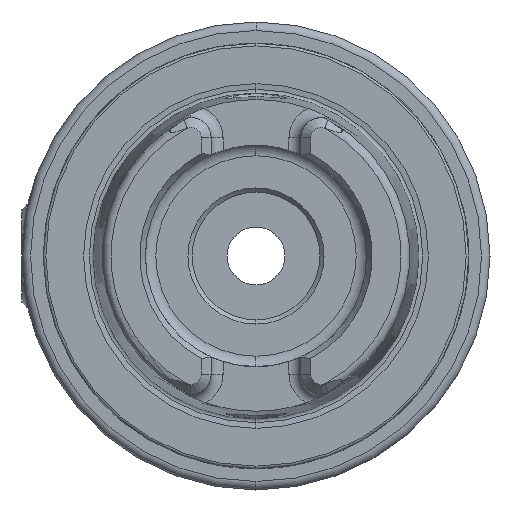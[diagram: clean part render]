
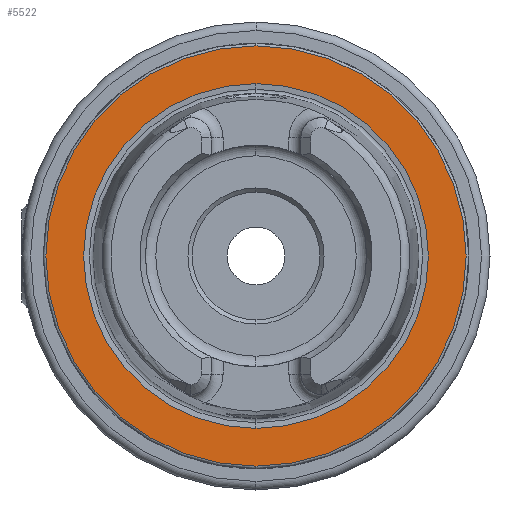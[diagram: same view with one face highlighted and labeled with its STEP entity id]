
A CAD part, left-side view. The second image highlights one B-rep face of the part: STEP entity #5522.
In plain terms, the highlighted planar face has unit normal (-1, 0, 0).
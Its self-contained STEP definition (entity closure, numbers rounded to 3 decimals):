
#36 = EDGE_CURVE ( 'NONE', #8645, #2456, #6194, .T. ) ;
#42 = EDGE_LOOP ( 'NONE', ( #1340, #6448 ) ) ;
#126 = CIRCLE ( 'NONE', #7791, 20.258 ) ;
#404 = ORIENTED_EDGE ( 'NONE', *, *, #8301, .F. ) ;
#692 = AXIS2_PLACEMENT_3D ( 'NONE', #5904, #9715, #6612 ) ;
#794 = AXIS2_PLACEMENT_3D ( 'NONE', #6689, #2043, #3703 ) ;
#807 = DIRECTION ( 'NONE',  ( 0., 0., 1. ) ) ;
#884 = EDGE_CURVE ( 'NONE', #2105, #1636, #4406, .T. ) ;
#1340 = ORIENTED_EDGE ( 'NONE', *, *, #7283, .T. ) ;
#1631 = CARTESIAN_POINT ( 'NONE',  ( 0., 0., 0. ) ) ;
#1636 = VERTEX_POINT ( 'NONE', #4548 ) ;
#2043 = DIRECTION ( 'NONE',  ( 1., 0., 0. ) ) ;
#2105 = VERTEX_POINT ( 'NONE', #2980 ) ;
#2208 = DIRECTION ( 'NONE',  ( 0., 0., 1. ) ) ;
#2456 = VERTEX_POINT ( 'NONE', #8826 ) ;
#2980 = CARTESIAN_POINT ( 'NONE',  ( 0., 0., -20.258 ) ) ;
#3703 = DIRECTION ( 'NONE',  ( 0., 0., -1. ) ) ;
#3751 = FACE_OUTER_BOUND ( 'NONE', #42, .T. ) ;
#4406 = CIRCLE ( 'NONE', #9502, 20.258 ) ;
#4548 = CARTESIAN_POINT ( 'NONE',  ( 0., 0., 20.258 ) ) ;
#4712 = CARTESIAN_POINT ( 'NONE',  ( 0., 0., 0. ) ) ;
#4957 = CARTESIAN_POINT ( 'NONE',  ( 0., 0., -24.7 ) ) ;
#5522 = ADVANCED_FACE ( 'NONE', ( #7861, #3751 ), #8330, .F. ) ;
#5904 = CARTESIAN_POINT ( 'NONE',  ( 0., 0., 0. ) ) ;
#6194 = CIRCLE ( 'NONE', #692, 24.7 ) ;
#6271 = DIRECTION ( 'NONE',  ( 0., 0., 1. ) ) ;
#6448 = ORIENTED_EDGE ( 'NONE', *, *, #36, .T. ) ;
#6606 = AXIS2_PLACEMENT_3D ( 'NONE', #1631, #8649, #6271 ) ;
#6612 = DIRECTION ( 'NONE',  ( 0., 0., 1. ) ) ;
#6689 = CARTESIAN_POINT ( 'NONE',  ( 0., 24.7, 0. ) ) ;
#7283 = EDGE_CURVE ( 'NONE', #2456, #8645, #7818, .T. ) ;
#7485 = ORIENTED_EDGE ( 'NONE', *, *, #884, .F. ) ;
#7745 = DIRECTION ( 'NONE',  ( -1., 0., 0. ) ) ;
#7791 = AXIS2_PLACEMENT_3D ( 'NONE', #4712, #7745, #807 ) ;
#7818 = CIRCLE ( 'NONE', #6606, 24.7 ) ;
#7861 = FACE_BOUND ( 'NONE', #9734, .T. ) ;
#8301 = EDGE_CURVE ( 'NONE', #1636, #2105, #126, .T. ) ;
#8330 = PLANE ( 'NONE',  #794 ) ;
#8645 = VERTEX_POINT ( 'NONE', #4957 ) ;
#8649 = DIRECTION ( 'NONE',  ( -1., 0., 0. ) ) ;
#8826 = CARTESIAN_POINT ( 'NONE',  ( 0., 0., 24.7 ) ) ;
#9123 = DIRECTION ( 'NONE',  ( -1., 0., 0. ) ) ;
#9502 = AXIS2_PLACEMENT_3D ( 'NONE', #9923, #9123, #2208 ) ;
#9715 = DIRECTION ( 'NONE',  ( -1., 0., 0. ) ) ;
#9734 = EDGE_LOOP ( 'NONE', ( #404, #7485 ) ) ;
#9923 = CARTESIAN_POINT ( 'NONE',  ( 0., 0., 0. ) ) ;
